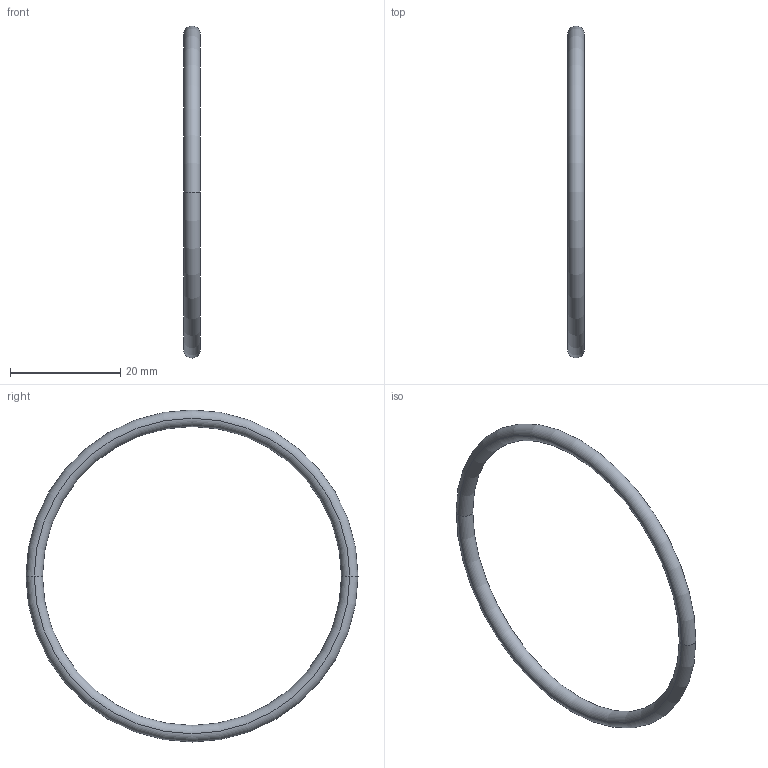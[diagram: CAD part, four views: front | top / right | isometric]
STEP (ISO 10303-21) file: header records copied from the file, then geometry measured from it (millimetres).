
FILE_DESCRIPTION((''),'2;1');
FILE_NAME('O_RING','2025-04-16T12:22:37',('Constantin Schempp'),(''),'CREO PARAMETRIC BY PTC INC, 2024063','CREO PARAMETRIC BY PTC INC, 2024063','');
FILE_SCHEMA(('CONFIG_CONTROL_DESIGN'));
Length unit declared in the file: millimetre
Products named in the file (1): O_RING
Bounding box: 3 x 60.2 x 60.2 mm (x, y, z)
Volume: 1270.2 mm3; surface area: 1693.6 mm2
Topology: 1 solids, 1 shells, 4 faces, 11 edges, 10 vertices
Faces by surface type: torus 4
Entity records: 174 total; most frequent: DIRECTION 29, CARTESIAN_POINT 20, ORIENTED_EDGE 16, AXIS2_PLACEMENT_3D 13, CIRCLE 8, EDGE_CURVE 8, VERTEX_POINT 4, TOROIDAL_SURFACE 4
